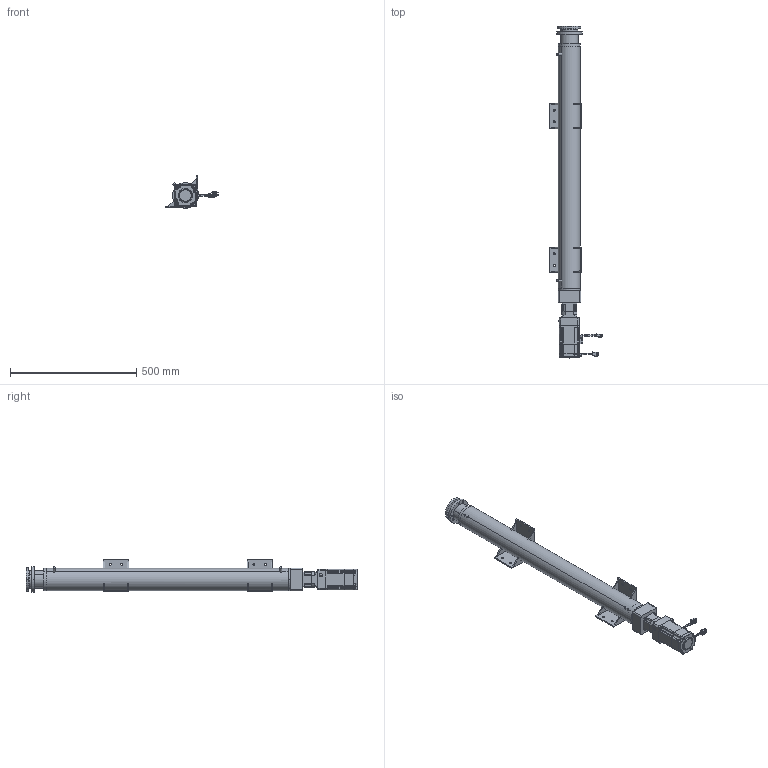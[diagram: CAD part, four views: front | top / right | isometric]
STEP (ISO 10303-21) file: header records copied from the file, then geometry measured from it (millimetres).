
FILE_DESCRIPTION (( 'STEP AP203' ), '1' );
FILE_NAME ('RLD88-20HB-3KN-L1550-S2-100mm-s.STEP', '2025-01-07T00:46:10', ( '微软用户' ), ( '微软中国' ), 'SwSTEP 2.0', 'SolidWorks 2022', '' );
FILE_SCHEMA (( 'CONFIG_CONTROL_DESIGN' ));
Length unit declared in the file: millimetre
Products named in the file (19): 复件 _Cable Brake Top 05.stp^复件 MHMF082L1V2 2.stp_复件 MHMF082L1V2 2_RLD88-20HB-3KN-L1550-S2-100mm-s; 复件 240111-TB-88多节缸第二节缸筒^RLD88-20HB-3KN-L1550-S2-100mm-s; 复件 _Motor Connector_2.stp^复件 MHMF082L1V2 2.stp_复件 MHMF082L1V2 2_RLD88-20HB-3KN-L1550-S2-100mm-s; 复件 240111-TB-88多节缸第三节缸筒^RLD88-20HB-3KN-L1550-S2-100mm-s; 零件28^RLD88-20HB-3KN-L1550-S2-100mm-s; RLD88-20HB-3KN-L1550-S2-100mm-s; 复件 MHMF082L1V2 2.stp^复件 MHMF082L1V2 2_RLD88-20HB-3KN-L1550-S2-100mm-s; 复件 _Cable Brake Bottom 05.stp^复件 MHMF082L1V2 2.stp_复件 MHMF082L1V2 2_RLD88-20HB-3KN-L1550-S2-100mm-s; 复件 240111-TB-88多节缸轴承座^RLD88-20HB-3KN-L1550-S2-100mm-s; 复件 _MHMF Connector 9 Pin_A6.stp^复件 MHMF082L1V2 2.stp_复件 MHMF082L1V2 2_RLD88-20HB-3KN-L1550-S2-100mm-s; 零件26^RLD88-20HB-3KN-L1550-S2-100mm-s; 复件 _Cable Motor Bottom 05.stp^复件 MHMF082L1V2 2.stp_复件 MHMF082L1V2 2_RLD88-20HB-3KN-L1550-S2-100mm-s; 复件 _Cable Motor Top Brake 05.stp^复件 MHMF082L1V2 2.stp_复件 MHMF082L1V2 2_RLD88-20HB-3KN-L1550-S2-100mm-s; 复件 240111-TB-88多节缸第一节缸筒^RLD88-20HB-3KN-L1550-S2-100mm-s; 复件 _MHMF Brake Connector 2 Pin_A6.stp^复件 MHMF082L1V2 2.stp_复件 MHMF082L1V2 2_RLD88-20HB-3KN-L1550-S2-100mm-s; 支撑板; 复件 060-L1-19-70-90-M6(分体式)^RLD88-20HB-3KN-L1550-S2-100mm-s; 复件 MHMF082L1V2 2^RLD88-20HB-3KN-L1550-S2-100mm-s; 复件 _MHMF082L1U4.stp^复件 MHMF082L1V2 2.stp_复件 MHMF082L1V2 2_RLD88-20HB-3KN-L1550-S2-100mm-s
Assembly tree (21 placements, depth 4):
  RLD88-20HB-3KN-L1550-S2-100mm-s
    复件 240111-TB-88多节缸轴承座^RLD88-20HB-3KN-L1550-S2-100mm-s
    复件 240111-TB-88多节缸第二节缸筒^RLD88-20HB-3KN-L1550-S2-100mm-s
    复件 240111-TB-88多节缸第三节缸筒^RLD88-20HB-3KN-L1550-S2-100mm-s
    复件 240111-TB-88多节缸第一节缸筒^RLD88-20HB-3KN-L1550-S2-100mm-s
    复件 060-L1-19-70-90-M6(分体式)^RLD88-20HB-3KN-L1550-S2-100mm-s
    复件 MHMF082L1V2 2^RLD88-20HB-3KN-L1550-S2-100mm-s
      复件 MHMF082L1V2 2.stp^复件 MHMF082L1V2 2_RLD88-20HB-3KN-L1550-S2-100mm-s
        复件 _MHMF082L1U4.stp^复件 MHMF082L1V2 2.stp_复件 MHMF082L1V2 2_RLD88-20HB-3KN-L1550-S2-100mm-s
        复件 _Cable Motor Bottom 05.stp^复件 MHMF082L1V2 2.stp_复件 MHMF082L1V2 2_RLD88-20HB-3KN-L1550-S2-100mm-s
        复件 _Cable Motor Top Brake 05.stp^复件 MHMF082L1V2 2.stp_复件 MHMF082L1V2 2_RLD88-20HB-3KN-L1550-S2-100mm-s
        复件 _Motor Connector_2.stp^复件 MHMF082L1V2 2.stp_复件 MHMF082L1V2 2_RLD88-20HB-3KN-L1550-S2-100mm-s
        复件 _MHMF Brake Connector 2 Pin_A6.stp^复件 MHMF082L1V2 2.stp_复件 MHMF082L1V2 2_RLD88-20HB-3KN-L1550-S2-100mm-s
        复件 _Cable Brake Bottom 05.stp^复件 MHMF082L1V2 2.stp_复件 MHMF082L1V2 2_RLD88-20HB-3KN-L1550-S2-100mm-s
        复件 _Cable Brake Top 05.stp^复件 MHMF082L1V2 2.stp_复件 MHMF082L1V2 2_RLD88-20HB-3KN-L1550-S2-100mm-s
        复件 _MHMF Connector 9 Pin_A6.stp^复件 MHMF082L1V2 2.stp_复件 MHMF082L1V2 2_RLD88-20HB-3KN-L1550-S2-100mm-s
    零件26^RLD88-20HB-3KN-L1550-S2-100mm-s
    支撑板  x4
    零件28^RLD88-20HB-3KN-L1550-S2-100mm-s
Bounding box: 210.65 x 1317 x 130 mm (x, y, z)
Volume: 4199451.1 mm3; surface area: 1565490.5 mm2
Topology: 35 solids, 36 shells, 1671 faces, 4208 edges, 2719 vertices
Faces by surface type: plane 838, cylinder 567, cone 123, torus 91, bspline 28, sphere 24
Entity records: 52879 total; most frequent: CARTESIAN_POINT 10791, DIRECTION 8658, ORIENTED_EDGE 8132, EDGE_CURVE 4066, AXIS2_PLACEMENT_3D 3135, VERTEX_POINT 2635, LINE 2388, VECTOR 2388
